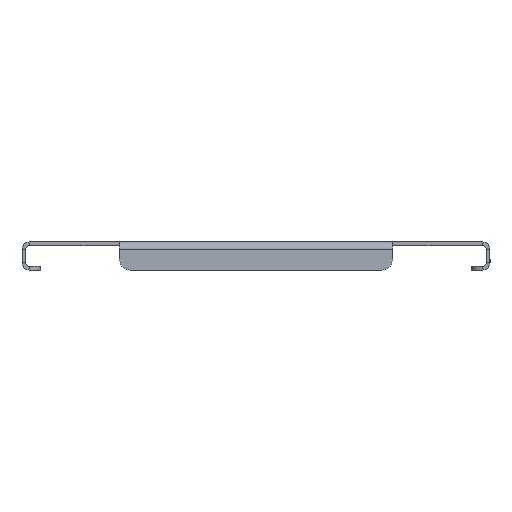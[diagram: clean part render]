
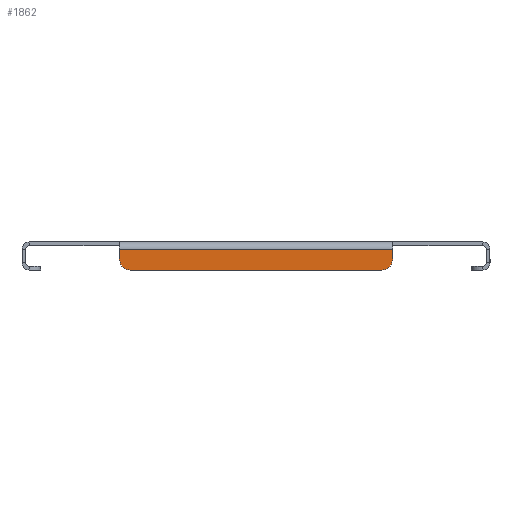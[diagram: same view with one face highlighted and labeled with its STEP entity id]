
A CAD part, left-side view. The second image highlights one B-rep face of the part: STEP entity #1862.
In plain terms, the highlighted planar face has unit normal (-1, 0, 0).
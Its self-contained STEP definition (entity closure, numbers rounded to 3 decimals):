
#11 = CARTESIAN_POINT ( 'NONE',  ( -249.5, -73., -15. ) ) ;
#33 = DIRECTION ( 'NONE',  ( 0., 1., 0. ) ) ;
#124 = AXIS2_PLACEMENT_3D ( 'NONE', #451, #2468, #1101 ) ;
#246 = EDGE_CURVE ( 'NONE', #338, #270, #1020, .T. ) ;
#270 = VERTEX_POINT ( 'NONE', #2339 ) ;
#338 = VERTEX_POINT ( 'NONE', #1598 ) ;
#339 = VECTOR ( 'NONE', #2706, 1000. ) ;
#353 = PLANE ( 'NONE',  #2300 ) ;
#397 = FACE_OUTER_BOUND ( 'NONE', #660, .T. ) ;
#451 = CARTESIAN_POINT ( 'NONE',  ( -249.5, 67., -9. ) ) ;
#452 = VERTEX_POINT ( 'NONE', #2040 ) ;
#460 = DIRECTION ( 'NONE',  ( -1., 0., 0. ) ) ;
#475 = ORIENTED_EDGE ( 'NONE', *, *, #2019, .T. ) ;
#523 = LINE ( 'NONE', #2149, #2941 ) ;
#660 = EDGE_LOOP ( 'NONE', ( #2376, #1971, #2873, #1994, #2872, #475 ) ) ;
#716 = DIRECTION ( 'NONE',  ( 0., 0., -1. ) ) ;
#933 = CARTESIAN_POINT ( 'NONE',  ( -249.5, -67., -9. ) ) ;
#980 = VERTEX_POINT ( 'NONE', #1898 ) ;
#1020 = CIRCLE ( 'NONE', #1503, 6. ) ;
#1101 = DIRECTION ( 'NONE',  ( 0., 0., -1. ) ) ;
#1112 = CARTESIAN_POINT ( 'NONE',  ( -249.5, 73., -15. ) ) ;
#1197 = VERTEX_POINT ( 'NONE', #2529 ) ;
#1260 = CARTESIAN_POINT ( 'NONE',  ( -249.5, 0., 0. ) ) ;
#1278 = DIRECTION ( 'NONE',  ( 0., -1., 0. ) ) ;
#1503 = AXIS2_PLACEMENT_3D ( 'NONE', #933, #460, #716 ) ;
#1598 = CARTESIAN_POINT ( 'NONE',  ( -249.5, -67., -15. ) ) ;
#1617 = EDGE_CURVE ( 'NONE', #980, #1197, #1647, .T. ) ;
#1647 = LINE ( 'NONE', #1112, #339 ) ;
#1655 = DIRECTION ( 'NONE',  ( 0., 0., 1. ) ) ;
#1679 = EDGE_CURVE ( 'NONE', #338, #452, #523, .T. ) ;
#1702 = CIRCLE ( 'NONE', #124, 6. ) ;
#1862 = ADVANCED_FACE ( 'NONE', ( #397 ), #353, .F. ) ;
#1898 = CARTESIAN_POINT ( 'NONE',  ( -249.5, 73., -4. ) ) ;
#1956 = CARTESIAN_POINT ( 'NONE',  ( -249.5, -73., -4. ) ) ;
#1960 = DIRECTION ( 'NONE',  ( 0., 0., -1. ) ) ;
#1971 = ORIENTED_EDGE ( 'NONE', *, *, #246, .T. ) ;
#1994 = ORIENTED_EDGE ( 'NONE', *, *, #2245, .F. ) ;
#2019 = EDGE_CURVE ( 'NONE', #1197, #452, #1702, .T. ) ;
#2040 = CARTESIAN_POINT ( 'NONE',  ( -249.5, 67., -15. ) ) ;
#2149 = CARTESIAN_POINT ( 'NONE',  ( -249.5, -125., -15. ) ) ;
#2177 = VERTEX_POINT ( 'NONE', #1956 ) ;
#2186 = DIRECTION ( 'NONE',  ( 1., 0., 0. ) ) ;
#2245 = EDGE_CURVE ( 'NONE', #980, #2177, #2441, .T. ) ;
#2248 = VECTOR ( 'NONE', #1655, 1000. ) ;
#2300 = AXIS2_PLACEMENT_3D ( 'NONE', #1260, #2186, #1960 ) ;
#2327 = VECTOR ( 'NONE', #1278, 1000. ) ;
#2330 = EDGE_CURVE ( 'NONE', #270, #2177, #2334, .T. ) ;
#2334 = LINE ( 'NONE', #11, #2248 ) ;
#2339 = CARTESIAN_POINT ( 'NONE',  ( -249.5, -73., -9. ) ) ;
#2376 = ORIENTED_EDGE ( 'NONE', *, *, #1679, .F. ) ;
#2406 = CARTESIAN_POINT ( 'NONE',  ( -249.5, -125., -4. ) ) ;
#2441 = LINE ( 'NONE', #2406, #2327 ) ;
#2468 = DIRECTION ( 'NONE',  ( -1., 0., 0. ) ) ;
#2529 = CARTESIAN_POINT ( 'NONE',  ( -249.5, 73., -9. ) ) ;
#2706 = DIRECTION ( 'NONE',  ( 0., 0., -1. ) ) ;
#2872 = ORIENTED_EDGE ( 'NONE', *, *, #1617, .T. ) ;
#2873 = ORIENTED_EDGE ( 'NONE', *, *, #2330, .T. ) ;
#2941 = VECTOR ( 'NONE', #33, 1000. ) ;
